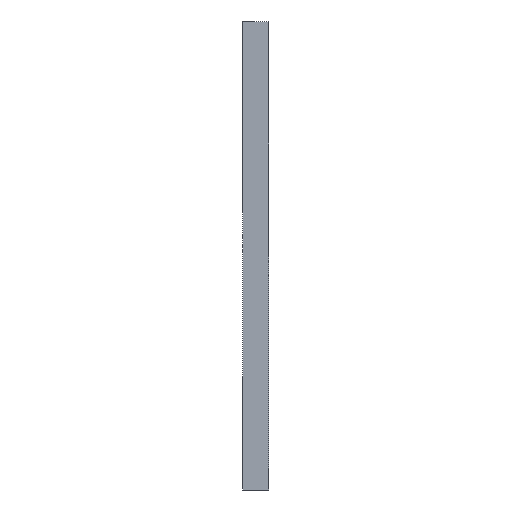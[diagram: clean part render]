
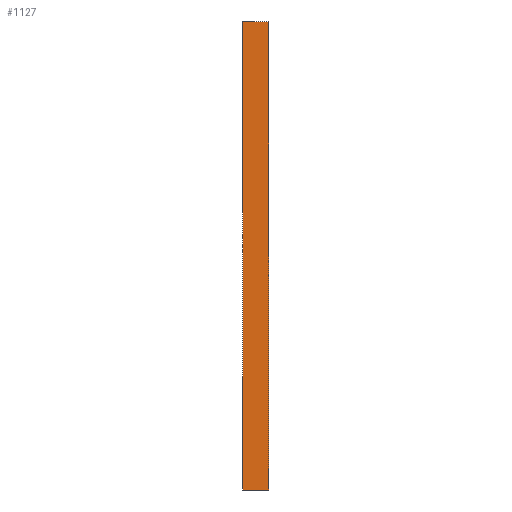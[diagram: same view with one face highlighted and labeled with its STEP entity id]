
A CAD part, left-side view. The second image highlights one B-rep face of the part: STEP entity #1127.
In plain terms, the highlighted planar face has unit normal (-1, 0, 0).
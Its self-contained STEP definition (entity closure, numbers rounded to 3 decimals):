
#4 = LINE ( 'NONE', #1182, #13 ) ;
#13 = VECTOR ( 'NONE', #1271, 1000. ) ;
#47 = PLANE ( 'NONE',  #620 ) ;
#66 = EDGE_LOOP ( 'NONE', ( #473, #840, #82, #755 ) ) ;
#70 = LINE ( 'NONE', #757, #246 ) ;
#82 = ORIENTED_EDGE ( 'NONE', *, *, #1030, .F. ) ;
#107 = LINE ( 'NONE', #581, #886 ) ;
#162 = CARTESIAN_POINT ( 'NONE',  ( -128.361, 10., -77.705 ) ) ;
#165 = CARTESIAN_POINT ( 'NONE',  ( -128.361, 10., 102.295 ) ) ;
#239 = DIRECTION ( 'NONE',  ( 1., 0., 0. ) ) ;
#246 = VECTOR ( 'NONE', #327, 1000. ) ;
#278 = DIRECTION ( 'NONE',  ( 0., 0., 1. ) ) ;
#327 = DIRECTION ( 'NONE',  ( 0., -1., 0. ) ) ;
#345 = DIRECTION ( 'NONE',  ( 0., -1., 0. ) ) ;
#473 = ORIENTED_EDGE ( 'NONE', *, *, #1234, .T. ) ;
#477 = VECTOR ( 'NONE', #345, 1000. ) ;
#553 = CARTESIAN_POINT ( 'NONE',  ( -128.361, 0., 102.295 ) ) ;
#581 = CARTESIAN_POINT ( 'NONE',  ( -128.361, 10., -77.705 ) ) ;
#620 = AXIS2_PLACEMENT_3D ( 'NONE', #162, #239, #1057 ) ;
#680 = VERTEX_POINT ( 'NONE', #1175 ) ;
#712 = CARTESIAN_POINT ( 'NONE',  ( -128.361, 10., 102.295 ) ) ;
#755 = ORIENTED_EDGE ( 'NONE', *, *, #1117, .T. ) ;
#757 = CARTESIAN_POINT ( 'NONE',  ( -128.361, 10., -77.705 ) ) ;
#840 = ORIENTED_EDGE ( 'NONE', *, *, #998, .F. ) ;
#886 = VECTOR ( 'NONE', #278, 1000. ) ;
#951 = LINE ( 'NONE', #165, #477 ) ;
#998 = EDGE_CURVE ( 'NONE', #1063, #1104, #951, .T. ) ;
#1030 = EDGE_CURVE ( 'NONE', #680, #1063, #107, .T. ) ;
#1044 = VERTEX_POINT ( 'NONE', #1194 ) ;
#1057 = DIRECTION ( 'NONE',  ( 0., 0., -1. ) ) ;
#1063 = VERTEX_POINT ( 'NONE', #712 ) ;
#1104 = VERTEX_POINT ( 'NONE', #553 ) ;
#1117 = EDGE_CURVE ( 'NONE', #680, #1044, #70, .T. ) ;
#1127 = ADVANCED_FACE ( 'NONE', ( #1137 ), #47, .F. ) ;
#1137 = FACE_OUTER_BOUND ( 'NONE', #66, .T. ) ;
#1175 = CARTESIAN_POINT ( 'NONE',  ( -128.361, 10., -77.705 ) ) ;
#1182 = CARTESIAN_POINT ( 'NONE',  ( -128.361, 0., -77.705 ) ) ;
#1194 = CARTESIAN_POINT ( 'NONE',  ( -128.361, 0., -77.705 ) ) ;
#1234 = EDGE_CURVE ( 'NONE', #1044, #1104, #4, .T. ) ;
#1271 = DIRECTION ( 'NONE',  ( 0., 0., 1. ) ) ;
